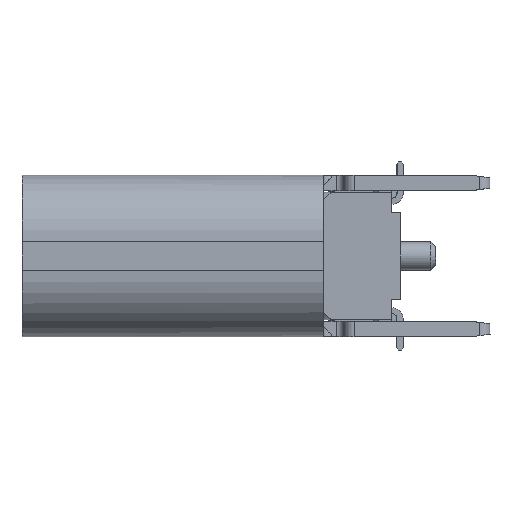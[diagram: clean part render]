
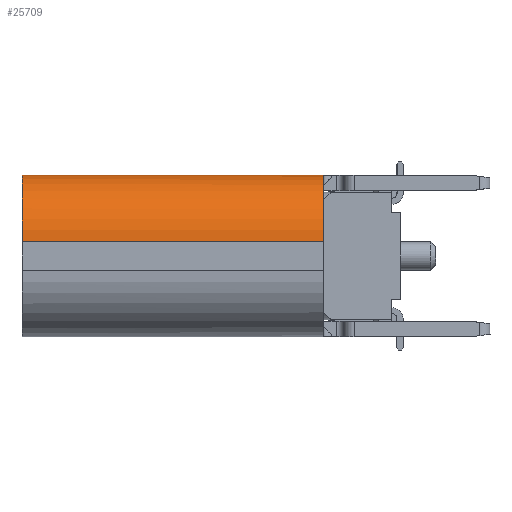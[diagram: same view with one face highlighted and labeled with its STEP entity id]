
A CAD part, left-side view. The second image highlights one B-rep face of the part: STEP entity #25709.
In plain terms, the highlighted cylindrical face has radius 1.3 mm (diameter 2.6 mm), a partial arc.
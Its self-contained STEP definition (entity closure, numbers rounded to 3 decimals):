
#168=CIRCLE('',#33841,1.3);
#197=CIRCLE('',#33896,1.3);
#532=B_SPLINE_CURVE_WITH_KNOTS('',3,(#43426,#43427,#43428,#43429),
 .UNSPECIFIED.,.F.,.F.,(4,4),(0.,0.),.UNSPECIFIED.);
#639=CYLINDRICAL_SURFACE('',#33895,1.3);
#1329=ORIENTED_EDGE('',*,*,#8959,.T.);
#1330=ORIENTED_EDGE('',*,*,#8960,.F.);
#1331=ORIENTED_EDGE('',*,*,#8961,.T.);
#1332=ORIENTED_EDGE('',*,*,#8871,.T.);
#1333=ORIENTED_EDGE('',*,*,#8875,.T.);
#8871=EDGE_CURVE('',#12706,#12705,#15196,.T.);
#8875=EDGE_CURVE('',#12705,#12708,#168,.T.);
#8959=EDGE_CURVE('',#12708,#12771,#532,.T.);
#8960=EDGE_CURVE('',#12772,#12771,#15247,.T.);
#8961=EDGE_CURVE('',#12772,#12706,#197,.T.);
#12705=VERTEX_POINT('',#43232);
#12706=VERTEX_POINT('',#43234);
#12708=VERTEX_POINT('',#43240);
#12771=VERTEX_POINT('',#43425);
#12772=VERTEX_POINT('',#43432);
#15196=LINE('',#43233,#18513);
#15247=LINE('',#43431,#18564);
#18513=VECTOR('',#36027,1000.);
#18564=VECTOR('',#36192,1000.);
#21670=EDGE_LOOP('',(#1329,#1330,#1331,#1332,#1333));
#23108=FACE_BOUND('',#21670,.T.);
#25709=ADVANCED_FACE('',(#23108),#639,.T.);
#33841=AXIS2_PLACEMENT_3D('',#43241,#36034,#36035);
#33895=AXIS2_PLACEMENT_3D('',#43430,#36190,#36191);
#33896=AXIS2_PLACEMENT_3D('',#43433,#36193,#36194);
#36027=DIRECTION('',(0.,1.,0.));
#36034=DIRECTION('',(0.,-1.,0.));
#36035=DIRECTION('',(0.,0.,-1.));
#36190=DIRECTION('',(0.,-1.,0.));
#36191=DIRECTION('',(0.,0.,-1.));
#36192=DIRECTION('',(0.,1.,0.));
#36193=DIRECTION('',(0.,1.,0.));
#36194=DIRECTION('',(0.,0.,-1.));
#43232=CARTESIAN_POINT('',(26.47,-8.75,-9.47));
#43233=CARTESIAN_POINT('',(26.47,-14.65,-9.47));
#43234=CARTESIAN_POINT('',(26.47,-14.65,-9.47));
#43240=CARTESIAN_POINT('',(25.2,-8.75,-8.17));
#43241=CARTESIAN_POINT('',(25.17,-8.75,-9.47));
#43425=CARTESIAN_POINT('',(25.17,-8.747,-8.17));
#43426=CARTESIAN_POINT('',(25.2,-8.75,-8.17));
#43427=CARTESIAN_POINT('',(25.19,-8.75,-8.17));
#43428=CARTESIAN_POINT('',(25.18,-8.749,-8.17));
#43429=CARTESIAN_POINT('',(25.17,-8.747,-8.17));
#43430=CARTESIAN_POINT('',(25.17,-14.65,-9.47));
#43431=CARTESIAN_POINT('',(25.17,-14.65,-8.17));
#43432=CARTESIAN_POINT('',(25.17,-14.65,-8.17));
#43433=CARTESIAN_POINT('',(25.17,-14.65,-9.47));
